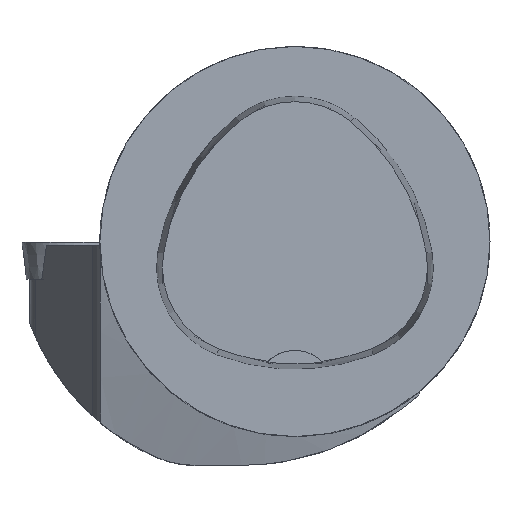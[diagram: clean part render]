
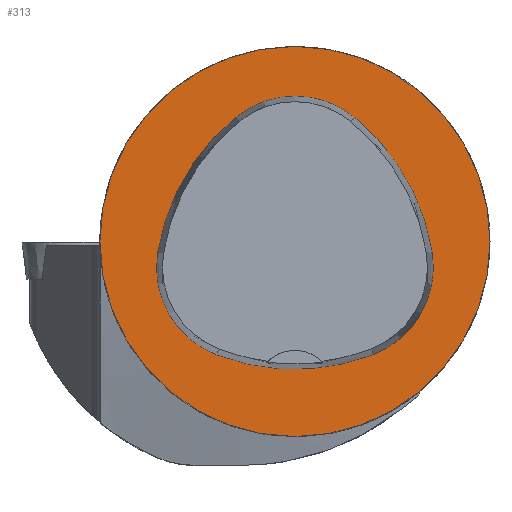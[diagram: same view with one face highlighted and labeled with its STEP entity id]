
A CAD part, top view. The second image highlights one B-rep face of the part: STEP entity #313.
In plain terms, the highlighted planar face has unit normal (0, 0, 1).
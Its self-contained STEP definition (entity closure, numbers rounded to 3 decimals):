
#313=ADVANCED_FACE('',(#396,#397),#353,.T.);
#353=PLANE('',#1111);
#396=FACE_BOUND('',#447,.T.);
#397=FACE_BOUND('',#448,.T.);
#447=EDGE_LOOP('',(#621,#622,#623,#624,#625,#626));
#448=EDGE_LOOP('',(#627));
#621=ORIENTED_EDGE('',*,*,#906,.T.);
#622=ORIENTED_EDGE('',*,*,#886,.T.);
#623=ORIENTED_EDGE('',*,*,#890,.T.);
#624=ORIENTED_EDGE('',*,*,#893,.T.);
#625=ORIENTED_EDGE('',*,*,#896,.T.);
#626=ORIENTED_EDGE('',*,*,#904,.T.);
#627=ORIENTED_EDGE('',*,*,#853,.F.);
#765=VERTEX_POINT('',#1590);
#789=VERTEX_POINT('',#1692);
#790=VERTEX_POINT('',#1693);
#793=VERTEX_POINT('',#1701);
#795=VERTEX_POINT('',#1707);
#797=VERTEX_POINT('',#1713);
#804=VERTEX_POINT('',#1734);
#853=EDGE_CURVE('',#765,#765,#955,.T.);
#886=EDGE_CURVE('',#789,#790,#963,.T.);
#890=EDGE_CURVE('',#790,#793,#965,.T.);
#893=EDGE_CURVE('',#793,#795,#967,.T.);
#896=EDGE_CURVE('',#795,#797,#969,.T.);
#904=EDGE_CURVE('',#797,#804,#973,.T.);
#906=EDGE_CURVE('',#804,#789,#975,.T.);
#955=CIRCLE('',#1068,25.);
#963=CIRCLE('',#1089,28.);
#965=CIRCLE('',#1092,12.);
#967=CIRCLE('',#1095,28.);
#969=CIRCLE('',#1098,12.);
#973=CIRCLE('',#1103,28.);
#975=CIRCLE('',#1106,12.);
#1068=AXIS2_PLACEMENT_3D('',#1589,#1248,#1249);
#1089=AXIS2_PLACEMENT_3D('',#1691,#1299,#1300);
#1092=AXIS2_PLACEMENT_3D('',#1700,#1307,#1308);
#1095=AXIS2_PLACEMENT_3D('',#1706,#1314,#1315);
#1098=AXIS2_PLACEMENT_3D('',#1712,#1321,#1322);
#1103=AXIS2_PLACEMENT_3D('',#1735,#1333,#1334);
#1106=AXIS2_PLACEMENT_3D('',#1738,#1339,#1340);
#1111=AXIS2_PLACEMENT_3D('',#1743,#1349,#1350);
#1248=DIRECTION('',(0.,0.,-1.));
#1249=DIRECTION('',(-1.,0.,0.));
#1299=DIRECTION('',(0.,0.,-1.));
#1300=DIRECTION('',(-1.,0.,0.));
#1307=DIRECTION('',(0.,0.,-1.));
#1308=DIRECTION('',(-1.,0.,0.));
#1314=DIRECTION('',(0.,0.,-1.));
#1315=DIRECTION('',(-1.,0.,0.));
#1321=DIRECTION('',(0.,0.,-1.));
#1322=DIRECTION('',(-1.,0.,0.));
#1333=DIRECTION('',(0.,0.,-1.));
#1334=DIRECTION('',(-1.,0.,0.));
#1339=DIRECTION('',(0.,0.,-1.));
#1340=DIRECTION('',(-1.,0.,0.));
#1349=DIRECTION('',(0.,0.,1.));
#1350=DIRECTION('',(1.,0.,0.));
#1589=CARTESIAN_POINT('',(0.,0.,0.));
#1590=CARTESIAN_POINT('',(-25.,0.,0.));
#1691=CARTESIAN_POINT('',(10.068,-5.824,0.));
#1692=CARTESIAN_POINT('',(-17.584,-1.424,0.));
#1693=CARTESIAN_POINT('',(-7.531,15.953,0.));
#1700=CARTESIAN_POINT('',(0.011,6.62,0.));
#1701=CARTESIAN_POINT('',(7.567,15.942,0.));
#1706=CARTESIAN_POINT('',(-10.063,-5.81,0.));
#1707=CARTESIAN_POINT('',(17.59,-1.418,0.));
#1712=CARTESIAN_POINT('',(5.739,-3.3,0.));
#1713=CARTESIAN_POINT('',(10.05,-14.499,0.));
#1734=CARTESIAN_POINT('',(-10.025,-14.516,0.));
#1735=CARTESIAN_POINT('',(-0.01,11.631,0.));
#1738=CARTESIAN_POINT('',(-5.733,-3.31,0.));
#1743=CARTESIAN_POINT('',(0.,0.,0.));
